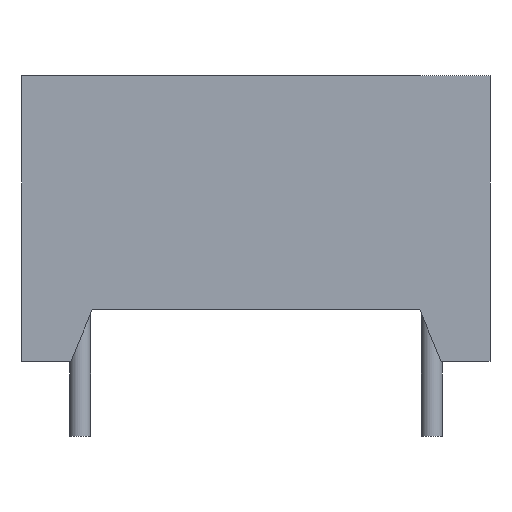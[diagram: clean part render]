
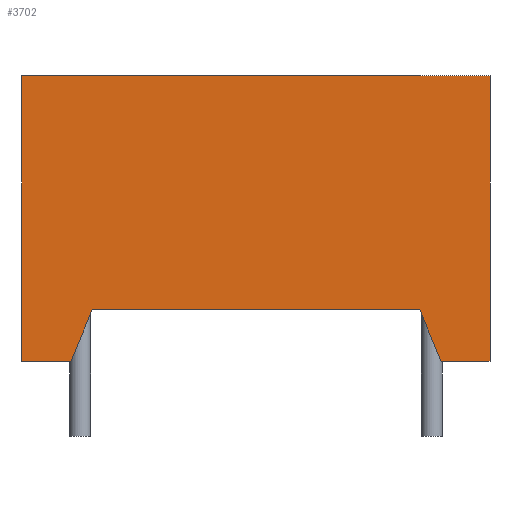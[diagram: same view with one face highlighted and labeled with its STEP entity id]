
A CAD part, left-side view. The second image highlights one B-rep face of the part: STEP entity #3702.
In plain terms, the highlighted planar face has unit normal (-1, 0, 0).
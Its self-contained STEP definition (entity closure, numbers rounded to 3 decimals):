
#479=LINE('',#5824,#946);
#492=LINE('',#5850,#959);
#504=LINE('',#5873,#971);
#517=LINE('',#5921,#984);
#527=LINE('',#5940,#994);
#539=LINE('',#5965,#1006);
#540=LINE('',#5967,#1007);
#541=LINE('',#5968,#1008);
#946=VECTOR('',#4734,10.);
#959=VECTOR('',#4755,10.);
#971=VECTOR('',#4769,10.);
#984=VECTOR('',#4816,10.);
#994=VECTOR('',#4834,10.);
#1006=VECTOR('',#4870,10.);
#1007=VECTOR('',#4871,10.);
#1008=VECTOR('',#4872,10.);
#1213=FACE_OUTER_BOUND('',#1428,.T.);
#1428=EDGE_LOOP('',(#3148,#3149,#3150,#3151,#3152,#3153,#3154,#3155));
#1765=VERTEX_POINT('',#5822);
#1766=VERTEX_POINT('',#5823);
#1775=VERTEX_POINT('',#5849);
#1785=VERTEX_POINT('',#5871);
#1803=VERTEX_POINT('',#5920);
#1808=VERTEX_POINT('',#5938);
#1809=VERTEX_POINT('',#5964);
#1810=VERTEX_POINT('',#5966);
#2235=EDGE_CURVE('',#1765,#1766,#479,.T.);
#2248=EDGE_CURVE('',#1775,#1766,#492,.T.);
#2260=EDGE_CURVE('',#1785,#1765,#504,.T.);
#2284=EDGE_CURVE('',#1785,#1803,#517,.T.);
#2294=EDGE_CURVE('',#1808,#1803,#527,.T.);
#2306=EDGE_CURVE('',#1809,#1808,#539,.T.);
#2307=EDGE_CURVE('',#1810,#1809,#540,.T.);
#2308=EDGE_CURVE('',#1775,#1810,#541,.T.);
#3148=ORIENTED_EDGE('',*,*,#2306,.F.);
#3149=ORIENTED_EDGE('',*,*,#2307,.F.);
#3150=ORIENTED_EDGE('',*,*,#2308,.F.);
#3151=ORIENTED_EDGE('',*,*,#2248,.T.);
#3152=ORIENTED_EDGE('',*,*,#2235,.F.);
#3153=ORIENTED_EDGE('',*,*,#2260,.F.);
#3154=ORIENTED_EDGE('',*,*,#2284,.T.);
#3155=ORIENTED_EDGE('',*,*,#2294,.F.);
#3498=PLANE('',#3948);
#3702=ADVANCED_FACE('',(#1213),#3498,.T.);
#3948=AXIS2_PLACEMENT_3D('',#5963,#4868,#4869);
#4734=DIRECTION('',(0.,0.383,-0.924));
#4755=DIRECTION('',(0.,-1.,0.));
#4769=DIRECTION('',(0.,1.,0.));
#4816=DIRECTION('',(0.,-0.383,-0.924));
#4834=DIRECTION('',(0.,1.,0.));
#4868=DIRECTION('center_axis',(-1.,0.,0.));
#4869=DIRECTION('ref_axis',(0.,-1.,0.));
#4870=DIRECTION('',(0.,0.,-1.));
#4871=DIRECTION('',(0.,-1.,0.));
#4872=DIRECTION('',(0.,0.,1.));
#5822=CARTESIAN_POINT('',(-11.25,3.5,0.));
#5823=CARTESIAN_POINT('',(-11.25,3.956,-1.1));
#5824=CARTESIAN_POINT('',(-11.25,3.61,-0.265));
#5849=CARTESIAN_POINT('',(-11.25,5.,-1.1));
#5850=CARTESIAN_POINT('',(-11.25,3.5,-1.1));
#5871=CARTESIAN_POINT('',(-11.25,-3.5,0.));
#5873=CARTESIAN_POINT('',(-11.25,-5.,0.));
#5920=CARTESIAN_POINT('',(-11.25,-3.956,-1.1));
#5921=CARTESIAN_POINT('',(-11.25,-3.61,-0.265));
#5938=CARTESIAN_POINT('',(-11.25,-5.,-1.1));
#5940=CARTESIAN_POINT('',(-11.25,-3.5,-1.1));
#5963=CARTESIAN_POINT('Origin',(-11.25,5.,0.));
#5964=CARTESIAN_POINT('',(-11.25,-5.,5.));
#5965=CARTESIAN_POINT('',(-11.25,-5.,0.));
#5966=CARTESIAN_POINT('',(-11.25,5.,5.));
#5967=CARTESIAN_POINT('',(-11.25,-5.,5.));
#5968=CARTESIAN_POINT('',(-11.25,5.,0.));
